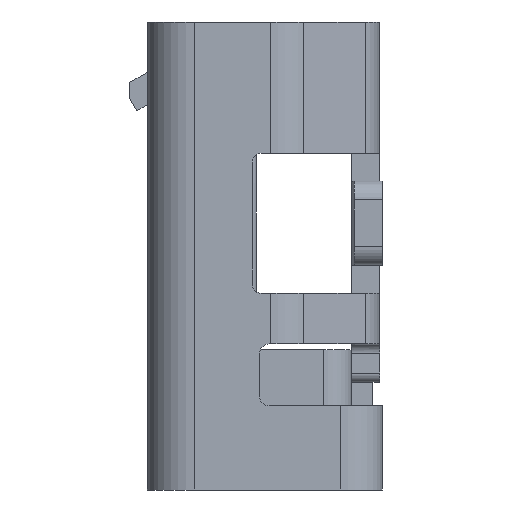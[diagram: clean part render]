
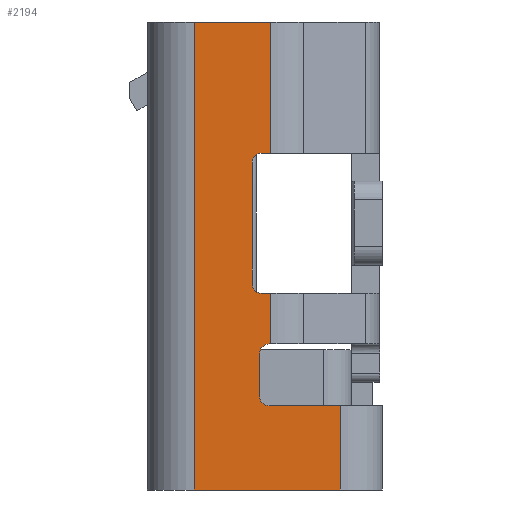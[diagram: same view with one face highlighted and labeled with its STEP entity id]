
A CAD part, left-side view. The second image highlights one B-rep face of the part: STEP entity #2194.
In plain terms, the highlighted planar face has unit normal (-1, 0, 0).
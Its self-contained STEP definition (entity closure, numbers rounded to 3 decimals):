
#1103 = VERTEX_POINT('',#1104);
#1104 = CARTESIAN_POINT('',(-3.76,0.74,0.));
#1111 = EDGE_CURVE('',#1112,#1103,#1114,.T.);
#1112 = VERTEX_POINT('',#1113);
#1113 = CARTESIAN_POINT('',(-3.76,-0.079,0.));
#1114 = LINE('',#1115,#1116);
#1115 = CARTESIAN_POINT('',(-3.76,0.74,0.));
#1116 = VECTOR('',#1117,1.);
#1117 = DIRECTION('',(0.,1.,-0.));
#1142 = EDGE_CURVE('',#1143,#1103,#1145,.T.);
#1143 = VERTEX_POINT('',#1144);
#1144 = CARTESIAN_POINT('',(-3.76,0.74,-5.));
#1145 = LINE('',#1146,#1147);
#1146 = CARTESIAN_POINT('',(-3.76,0.74,0.));
#1147 = VECTOR('',#1148,1.);
#1148 = DIRECTION('',(-0.,-0.,1.));
#1194 = VERTEX_POINT('',#1195);
#1195 = CARTESIAN_POINT('',(-3.76,-0.82,-5.));
#1202 = EDGE_CURVE('',#1143,#1194,#1203,.T.);
#1203 = LINE('',#1204,#1205);
#1204 = CARTESIAN_POINT('',(-3.76,0.,-5.));
#1205 = VECTOR('',#1206,1.);
#1206 = DIRECTION('',(0.,-1.,-0.));
#2194 = ADVANCED_FACE('',(#2195),#2306,.T.);
#2195 = FACE_BOUND('',#2196,.T.);
#2196 = EDGE_LOOP('',(#2197,#2208,#2216,#2225,#2233,#2239,#2240,#2241,
    #2242,#2250,#2258,#2267,#2275,#2284,#2292,#2300));
#2197 = ORIENTED_EDGE('',*,*,#2198,.T.);
#2198 = EDGE_CURVE('',#2199,#2201,#2203,.T.);
#2199 = VERTEX_POINT('',#2200);
#2200 = CARTESIAN_POINT('',(-3.76,0.02,-2.9));
#2201 = VERTEX_POINT('',#2202);
#2202 = CARTESIAN_POINT('',(-3.76,0.12,-2.8));
#2203 = CIRCLE('',#2204,0.1);
#2204 = AXIS2_PLACEMENT_3D('',#2205,#2206,#2207);
#2205 = CARTESIAN_POINT('',(-3.76,0.02,-2.8));
#2206 = DIRECTION('',(1.,0.,0.));
#2207 = DIRECTION('',(0.,0.,-1.));
#2208 = ORIENTED_EDGE('',*,*,#2209,.T.);
#2209 = EDGE_CURVE('',#2201,#2210,#2212,.T.);
#2210 = VERTEX_POINT('',#2211);
#2211 = CARTESIAN_POINT('',(-3.76,0.12,-1.5));
#2212 = LINE('',#2213,#2214);
#2213 = CARTESIAN_POINT('',(-3.76,0.12,0.));
#2214 = VECTOR('',#2215,1.);
#2215 = DIRECTION('',(0.,0.,1.));
#2216 = ORIENTED_EDGE('',*,*,#2217,.T.);
#2217 = EDGE_CURVE('',#2210,#2218,#2220,.T.);
#2218 = VERTEX_POINT('',#2219);
#2219 = CARTESIAN_POINT('',(-3.76,0.02,-1.4));
#2220 = CIRCLE('',#2221,0.1);
#2221 = AXIS2_PLACEMENT_3D('',#2222,#2223,#2224);
#2222 = CARTESIAN_POINT('',(-3.76,0.02,-1.5));
#2223 = DIRECTION('',(1.,0.,-0.));
#2224 = DIRECTION('',(0.,0.,1.));
#2225 = ORIENTED_EDGE('',*,*,#2226,.T.);
#2226 = EDGE_CURVE('',#2218,#2227,#2229,.T.);
#2227 = VERTEX_POINT('',#2228);
#2228 = CARTESIAN_POINT('',(-3.76,-0.079,-1.4));
#2229 = LINE('',#2230,#2231);
#2230 = CARTESIAN_POINT('',(-3.76,0.74,-1.4));
#2231 = VECTOR('',#2232,1.);
#2232 = DIRECTION('',(-0.,-1.,0.));
#2233 = ORIENTED_EDGE('',*,*,#2234,.T.);
#2234 = EDGE_CURVE('',#2227,#1112,#2235,.T.);
#2235 = LINE('',#2236,#2237);
#2236 = CARTESIAN_POINT('',(-3.76,-0.079,0.));
#2237 = VECTOR('',#2238,1.);
#2238 = DIRECTION('',(0.,0.,1.));
#2239 = ORIENTED_EDGE('',*,*,#1111,.T.);
#2240 = ORIENTED_EDGE('',*,*,#1142,.F.);
#2241 = ORIENTED_EDGE('',*,*,#1202,.T.);
#2242 = ORIENTED_EDGE('',*,*,#2243,.T.);
#2243 = EDGE_CURVE('',#1194,#2244,#2246,.T.);
#2244 = VERTEX_POINT('',#2245);
#2245 = CARTESIAN_POINT('',(-3.76,-0.82,-4.1));
#2246 = LINE('',#2247,#2248);
#2247 = CARTESIAN_POINT('',(-3.76,-0.82,0.));
#2248 = VECTOR('',#2249,1.);
#2249 = DIRECTION('',(0.,0.,1.));
#2250 = ORIENTED_EDGE('',*,*,#2251,.T.);
#2251 = EDGE_CURVE('',#2244,#2252,#2254,.T.);
#2252 = VERTEX_POINT('',#2253);
#2253 = CARTESIAN_POINT('',(-3.76,-0.06,-4.1));
#2254 = LINE('',#2255,#2256);
#2255 = CARTESIAN_POINT('',(-3.76,0.74,-4.1));
#2256 = VECTOR('',#2257,1.);
#2257 = DIRECTION('',(0.,1.,-0.));
#2258 = ORIENTED_EDGE('',*,*,#2259,.T.);
#2259 = EDGE_CURVE('',#2252,#2260,#2262,.T.);
#2260 = VERTEX_POINT('',#2261);
#2261 = CARTESIAN_POINT('',(-3.76,0.04,-4.));
#2262 = CIRCLE('',#2263,0.1);
#2263 = AXIS2_PLACEMENT_3D('',#2264,#2265,#2266);
#2264 = CARTESIAN_POINT('',(-3.76,-0.06,-4.));
#2265 = DIRECTION('',(1.,0.,0.));
#2266 = DIRECTION('',(0.,0.,-1.));
#2267 = ORIENTED_EDGE('',*,*,#2268,.T.);
#2268 = EDGE_CURVE('',#2260,#2269,#2271,.T.);
#2269 = VERTEX_POINT('',#2270);
#2270 = CARTESIAN_POINT('',(-3.76,0.04,-3.54));
#2271 = LINE('',#2272,#2273);
#2272 = CARTESIAN_POINT('',(-3.76,0.04,0.));
#2273 = VECTOR('',#2274,1.);
#2274 = DIRECTION('',(0.,0.,1.));
#2275 = ORIENTED_EDGE('',*,*,#2276,.T.);
#2276 = EDGE_CURVE('',#2269,#2277,#2279,.T.);
#2277 = VERTEX_POINT('',#2278);
#2278 = CARTESIAN_POINT('',(-3.76,-0.06,-3.44));
#2279 = CIRCLE('',#2280,0.1);
#2280 = AXIS2_PLACEMENT_3D('',#2281,#2282,#2283);
#2281 = CARTESIAN_POINT('',(-3.76,-0.06,-3.54));
#2282 = DIRECTION('',(1.,0.,-0.));
#2283 = DIRECTION('',(0.,0.,1.));
#2284 = ORIENTED_EDGE('',*,*,#2285,.T.);
#2285 = EDGE_CURVE('',#2277,#2286,#2288,.T.);
#2286 = VERTEX_POINT('',#2287);
#2287 = CARTESIAN_POINT('',(-3.76,-0.079,-3.44));
#2288 = LINE('',#2289,#2290);
#2289 = CARTESIAN_POINT('',(-3.76,0.74,-3.44));
#2290 = VECTOR('',#2291,1.);
#2291 = DIRECTION('',(-0.,-1.,0.));
#2292 = ORIENTED_EDGE('',*,*,#2293,.T.);
#2293 = EDGE_CURVE('',#2286,#2294,#2296,.T.);
#2294 = VERTEX_POINT('',#2295);
#2295 = CARTESIAN_POINT('',(-3.76,-0.079,-2.9));
#2296 = LINE('',#2297,#2298);
#2297 = CARTESIAN_POINT('',(-3.76,-0.079,0.));
#2298 = VECTOR('',#2299,1.);
#2299 = DIRECTION('',(0.,0.,1.));
#2300 = ORIENTED_EDGE('',*,*,#2301,.T.);
#2301 = EDGE_CURVE('',#2294,#2199,#2302,.T.);
#2302 = LINE('',#2303,#2304);
#2303 = CARTESIAN_POINT('',(-3.76,0.74,-2.9));
#2304 = VECTOR('',#2305,1.);
#2305 = DIRECTION('',(0.,1.,-0.));
#2306 = PLANE('',#2307);
#2307 = AXIS2_PLACEMENT_3D('',#2308,#2309,#2310);
#2308 = CARTESIAN_POINT('',(-3.76,0.74,0.));
#2309 = DIRECTION('',(-1.,0.,0.));
#2310 = DIRECTION('',(0.,0.,1.));
